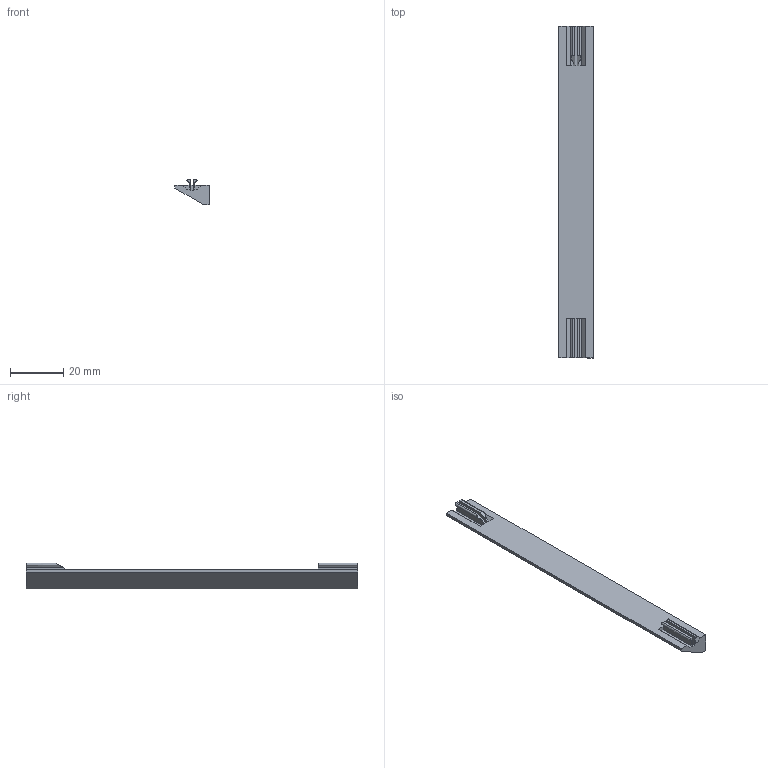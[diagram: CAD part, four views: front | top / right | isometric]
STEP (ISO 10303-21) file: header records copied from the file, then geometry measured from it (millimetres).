
FILE_DESCRIPTION(/* description */ (''),/* implementation_level */ '2;1');
FILE_NAME(/* name */ 'led_mount_clippable.step',/* time_stamp */ '2021-05-07T21:08:42+02:00',/* author */ (''),/* organization */ (''),/* preprocessor_version */ 'ST-DEVELOPER v18.1',/* originating_system */ 'Autodesk Translation Framework v10.6.0.1341',/* authorisation */ '');
FILE_SCHEMA (('AUTOMOTIVE_DESIGN { 1 0 10303 214 3 1 1 }'));
Length unit declared in the file: millimetre
Products named in the file (1): led_mount_clippable
Bounding box: 13 x 125 x 9.55 mm (x, y, z)
Volume: 7631 mm3; surface area: 5204.2 mm2
Topology: 1 solids, 1 shells, 47 faces, 127 edges, 82 vertices
Faces by surface type: plane 39, cylinder 8
Entity records: 1486 total; most frequent: CARTESIAN_POINT 257, ORIENTED_EDGE 254, DIRECTION 239, EDGE_CURVE 127, LINE 111, VECTOR 111, VERTEX_POINT 82, AXIS2_PLACEMENT_3D 64
